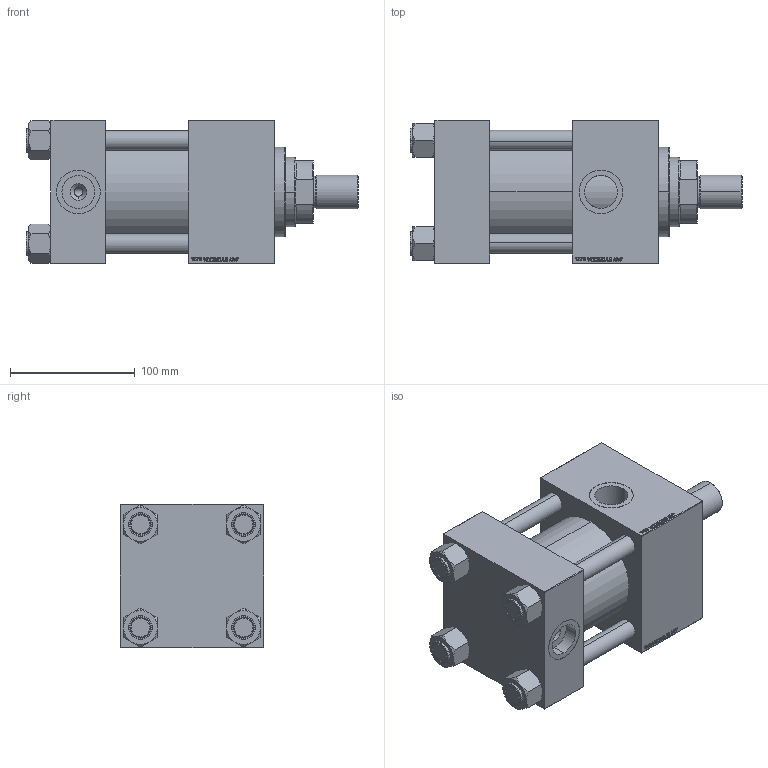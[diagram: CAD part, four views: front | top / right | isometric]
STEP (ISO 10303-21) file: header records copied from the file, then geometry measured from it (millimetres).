
FILE_DESCRIPTION (( 'STEP AP203' ), '1' );
FILE_NAME ('705f.STEP', '2022-04-15T11:53:01', ( '' ), ( '' ), 'SwSTEP 2.0', 'SolidWorks 2019', '' );
FILE_SCHEMA (( 'CONFIG_CONTROL_DESIGN' ));
Length unit declared in the file: millimetre
Products named in the file (7): V215CR_VCP_C b31e7134596c98c26b24958115f5e7ba; 705f; ROD_END_E b31e7134596c98c26b24958115f5e7ba; V215_VC_A b31e7134596c98c26b24958115f5e7ba; NUT_M5_C b31e7134596c98c26b24958115f5e7ba; V215CR_C_TYCINKA b31e7134596c98c26b24958115f5e7ba; V215CR_C_Body b31e7134596c98c26b24958115f5e7ba
Assembly tree (12 placements, depth 2):
  705f
    V215CR_C_Body b31e7134596c98c26b24958115f5e7ba
    V215CR_VCP_C b31e7134596c98c26b24958115f5e7ba
    NUT_M5_C b31e7134596c98c26b24958115f5e7ba  x4
    V215CR_C_TYCINKA b31e7134596c98c26b24958115f5e7ba  x4
    V215_VC_A b31e7134596c98c26b24958115f5e7ba
    ROD_END_E b31e7134596c98c26b24958115f5e7ba
Bounding box: 266 x 115 x 115 mm (x, y, z)
Volume: 1882213.9 mm3; surface area: 284704.4 mm2
Topology: 12 solids, 12 shells, 1214 faces, 3065 edges, 1993 vertices
Faces by surface type: plane 579, bspline 392, cone 140, cylinder 93, torus 10
Entity records: 51280 total; most frequent: CARTESIAN_POINT 27320, ORIENTED_EDGE 5394, DIRECTION 3469, EDGE_CURVE 2697, VERTEX_POINT 1771, LINE 1625, VECTOR 1625, EDGE_LOOP 1188
